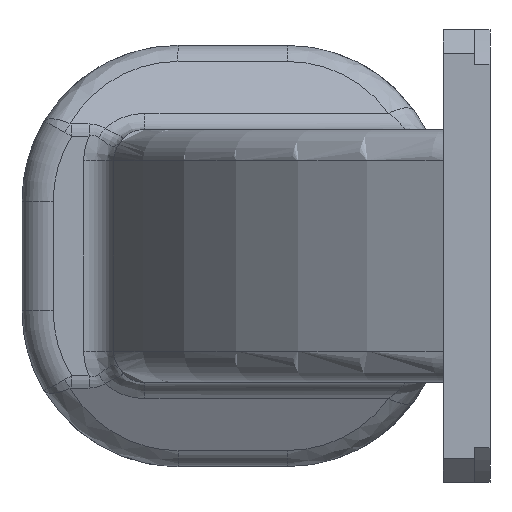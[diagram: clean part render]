
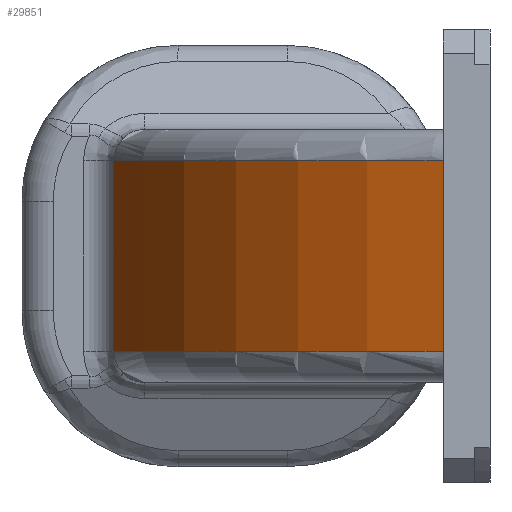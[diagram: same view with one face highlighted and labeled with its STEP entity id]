
A CAD part, left-side view. The second image highlights one B-rep face of the part: STEP entity #29851.
In plain terms, the highlighted cylindrical face has radius 34.5 mm (diameter 69 mm), a partial arc.
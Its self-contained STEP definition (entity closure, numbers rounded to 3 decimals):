
#7724=DIRECTION('',(0.,0.,1.));
#7725=VECTOR('',#7724,12.2);
#7726=CARTESIAN_POINT('',(-17.44,23.126,
-6.1));
#7727=LINE('1680',#7726,#7725);
#7728=CARTESIAN_POINT('',(-7.8,-10.,6.1));
#7729=DIRECTION('',(0.,0.,1.));
#7730=DIRECTION('',(-0.279,0.96,0.));
#7731=AXIS2_PLACEMENT_3D('',#7728,#7729,#7730);
#7733=DIRECTION('',(0.,0.,1.));
#7734=VECTOR('',#7733,12.2);
#7735=CARTESIAN_POINT('',(-40.146,2.,-6.1));
#7736=LINE('1677',#7735,#7734);
#7737=CARTESIAN_POINT('',(-7.8,-10.,-6.1));
#7738=DIRECTION('',(0.,0.,-1.));
#7739=DIRECTION('',(-0.938,0.348,0.));
#7740=AXIS2_PLACEMENT_3D('',#7737,#7738,#7739);
#13212=CARTESIAN_POINT('',(-40.146,2.,-6.1));
#13213=CARTESIAN_POINT('',(-40.146,2.,6.1));
#13214=VERTEX_POINT('',#13212);
#13215=VERTEX_POINT('',#13213);
#13218=CARTESIAN_POINT('',(-17.44,23.126,
-6.1));
#13219=CARTESIAN_POINT('',(-17.44,23.126,
6.1));
#13220=VERTEX_POINT('',#13218);
#13221=VERTEX_POINT('',#13219);
#29839=CARTESIAN_POINT('',(-7.8,-10.,-8.1));
#29840=DIRECTION('',(0.,0.,1.));
#29841=DIRECTION('',(1.,0.,0.));
#29842=AXIS2_PLACEMENT_3D('',#29839,#29840,#29841);
#29843=CYLINDRICAL_SURFACE('294',#29842,34.5);
#29844=ORIENTED_EDGE('1680',*,*,#29823,.T.);
#29845=ORIENTED_EDGE('1684',*,*,#29658,.T.);
#29846=ORIENTED_EDGE('1677',*,*,#16802,.F.);
#29848=ORIENTED_EDGE('1682',*,*,#29847,.T.);
#29849=EDGE_LOOP('294',(#29844,#29845,#29846,#29848));
#29850=FACE_OUTER_BOUND('294',#29849,.F.);
#7732=CIRCLE('1684',#7731,34.5);
#7741=CIRCLE('1682',#7740,34.5);
#16802=EDGE_CURVE('1677',#13214,#13215,#7736,.T.);
#29658=EDGE_CURVE('1684',#13221,#13215,#7732,.T.);
#29823=EDGE_CURVE('1680',#13220,#13221,#7727,.T.);
#29847=EDGE_CURVE('1682',#13214,#13220,#7741,.T.);
#29851=ADVANCED_FACE('294',(#29850),#29843,.T.);
